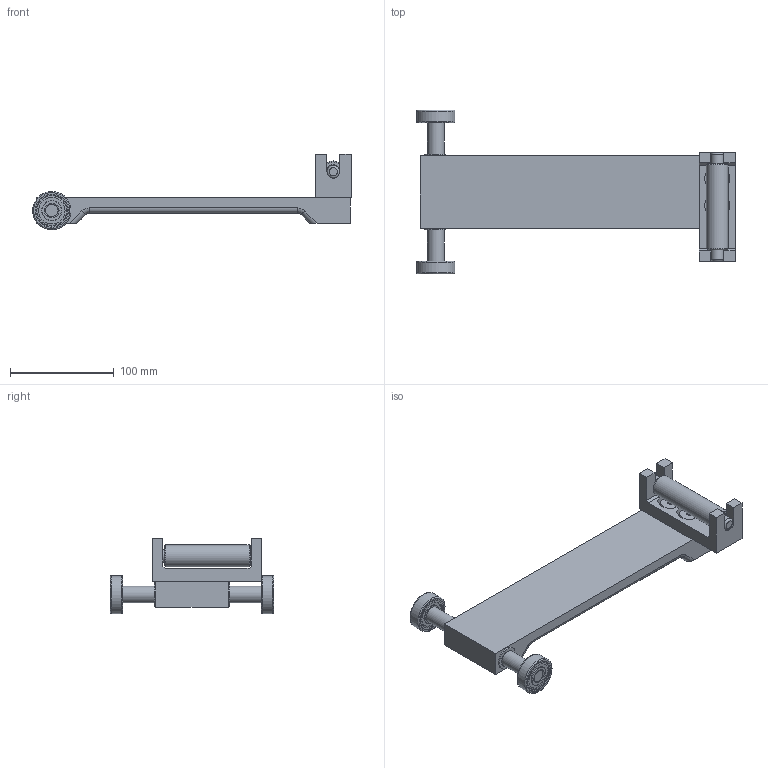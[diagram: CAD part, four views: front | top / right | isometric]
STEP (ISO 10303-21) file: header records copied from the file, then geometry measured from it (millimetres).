
FILE_DESCRIPTION( ( '' ), ' ' );
FILE_NAME( '5ed325849a1f740f8e4cc753.step', '2020-05-31T03:33:24', ( '' ), ( '' ), ' ', ' ', ' ' );
FILE_SCHEMA( ( 'AUTOMOTIVE_DESIGN { 1 0 10303 214 1 1 1 1 }' ) );
Length unit declared in the file: metre
Products named in the file (9): Assem1; External Retaining Ring DIN 6799 Ø12mm; Swingarm Board; Hex socket head countersunk screw grade C M10x1.5 x 35; Bearing 6301-2Z; Roller Axis; Roller Support; Swingarm axis; External Roller
Assembly tree (11 placements, depth 2):
  Assem1
    External Retaining Ring DIN 6799 Ø12mm  x2
    Swingarm Board
    Hex socket head countersunk screw grade C M10x1.5 x 35  x2
    Bearing 6301-2Z  x2
    Roller Axis
    Roller Support
    Swingarm axis
    External Roller
Bounding box: 307.5 x 158 x 72.9 mm (x, y, z)
Volume: 491142.8 mm3; surface area: 116990.1 mm2
Topology: 11 solids, 11 shells, 241 faces, 527 edges, 328 vertices
Faces by surface type: plane 102, cylinder 81, cone 30, torus 28
Full cylindrical faces by diameter (mm): 8.5 x2, 10 x2, 10.3 x2, 12 x8, 16 x4, 19.22 x2, 19.3 x8, 21 x1, 24.5 x2, 29.818 x4, 29.92 x2, 31.92 x8, 37 x2
Entity records: 5334 total; most frequent: DIRECTION 760, CARTESIAN_POINT 695, ORIENTED_EDGE 554, AXIS2_PLACEMENT_3D 312, EDGE_CURVE 277, EDGE_LOOP 250, VERTEX_POINT 213, FACE_OUTER_BOUND 205
